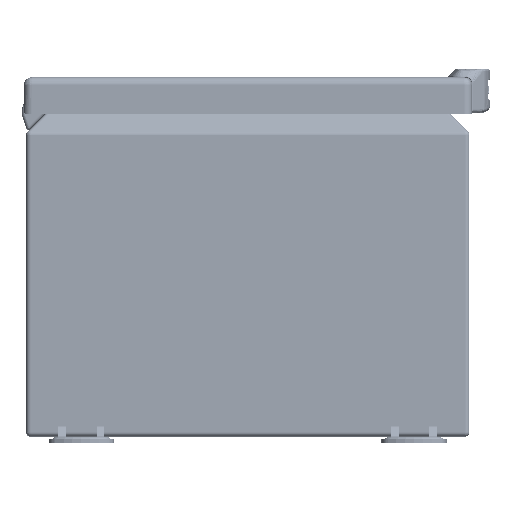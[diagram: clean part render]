
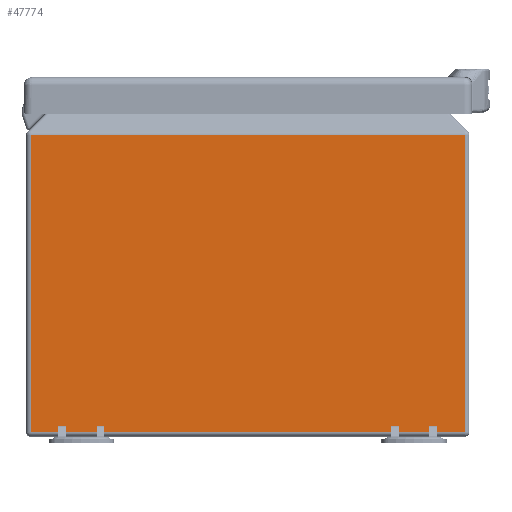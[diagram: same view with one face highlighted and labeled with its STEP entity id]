
A CAD part, front view. The second image highlights one B-rep face of the part: STEP entity #47774.
In plain terms, the highlighted planar face has unit normal (0, -1, 0).
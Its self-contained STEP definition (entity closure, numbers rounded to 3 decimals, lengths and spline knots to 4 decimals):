
#2985=PLANE('',#51482);
#4239=FACE_OUTER_BOUND('',#7208,.T.);
#7208=EDGE_LOOP('',(#32809,#32810,#32811,#32812));
#10402=LINE('',#70024,#14470);
#10404=LINE('',#70037,#14472);
#10405=LINE('',#70041,#14473);
#10406=LINE('',#70042,#14474);
#14470=VECTOR('',#56482,0.3937);
#14472=VECTOR('',#56500,0.3937);
#14473=VECTOR('',#56505,0.3937);
#14474=VECTOR('',#56506,0.3937);
#20434=VERTEX_POINT('',#70021);
#20435=VERTEX_POINT('',#70023);
#20438=VERTEX_POINT('',#70036);
#20439=VERTEX_POINT('',#70040);
#25119=EDGE_CURVE('',#20434,#20435,#10402,.T.);
#25126=EDGE_CURVE('',#20435,#20438,#10404,.T.);
#25128=EDGE_CURVE('',#20439,#20434,#10405,.T.);
#25129=EDGE_CURVE('',#20438,#20439,#10406,.T.);
#32809=ORIENTED_EDGE('',*,*,#25119,.F.);
#32810=ORIENTED_EDGE('',*,*,#25128,.F.);
#32811=ORIENTED_EDGE('',*,*,#25129,.F.);
#32812=ORIENTED_EDGE('',*,*,#25126,.F.);
#47774=ADVANCED_FACE('',(#4239),#2985,.F.);
#51482=AXIS2_PLACEMENT_3D('',#70039,#56503,#56504);
#56482=DIRECTION('',(0.,0.,1.));
#56500=DIRECTION('',(1.,0.,0.));
#56503=DIRECTION('center_axis',(0.,1.,0.));
#56504=DIRECTION('ref_axis',(0.,0.,1.));
#56505=DIRECTION('',(-1.,0.,0.));
#56506=DIRECTION('',(0.,0.,-1.));
#70021=CARTESIAN_POINT('',(-3.916,-5.,0.084));
#70023=CARTESIAN_POINT('',(-3.916,-5.,5.4372));
#70024=CARTESIAN_POINT('',(-3.916,-5.,3.0646));
#70036=CARTESIAN_POINT('',(3.916,-5.,5.4372));
#70037=CARTESIAN_POINT('',(0.,-5.,5.4372));
#70039=CARTESIAN_POINT('Origin',(0.,-5.,2.736));
#70040=CARTESIAN_POINT('',(3.916,-5.,0.084));
#70041=CARTESIAN_POINT('',(0.,-5.,0.084));
#70042=CARTESIAN_POINT('',(3.916,-5.,3.0436));
